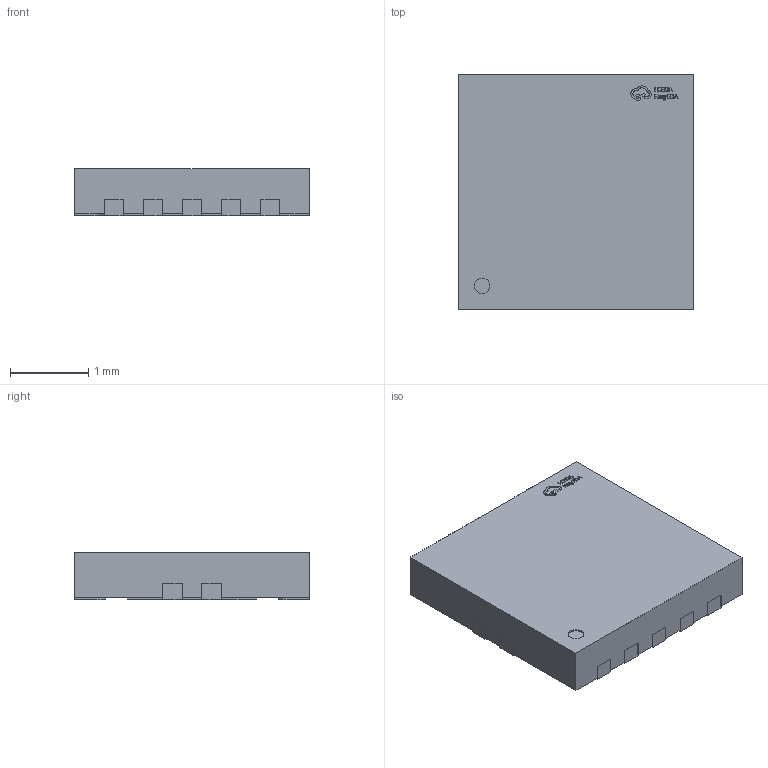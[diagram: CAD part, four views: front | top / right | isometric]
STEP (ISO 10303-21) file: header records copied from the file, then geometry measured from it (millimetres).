
FILE_DESCRIPTION (( 'STEP AP214' ), '1' );
FILE_NAME ('VSON-10_L3.0-W3.0-P0.50-BL-EP_DRC.step', '2022-07-26T09:30:49', ( '' ), ( '' ), 'SwSTEP 2.0', 'SolidWorks 2020', '' );
FILE_SCHEMA (( 'AUTOMOTIVE_DESIGN' ));
Length unit declared in the file: millimetre
Products named in the file (1): VSON-10_L3.0-W3.0-P0.50-BL-EP_DRC
Bounding box: 3 x 3 x 0.6 mm (x, y, z)
Volume: 5.3 mm3; surface area: 25.6 mm2
Topology: 14 solids, 14 shells, 408 faces, 1116 edges, 744 vertices
Faces by surface type: plane 274, bspline 112, cylinder 22
Entity records: 18032 total; most frequent: CARTESIAN_POINT 4373, ORIENTED_EDGE 2232, DIRECTION 1526, EDGE_CURVE 1116, LINE 844, VECTOR 844, VERTEX_POINT 744, EDGE_LOOP 428
